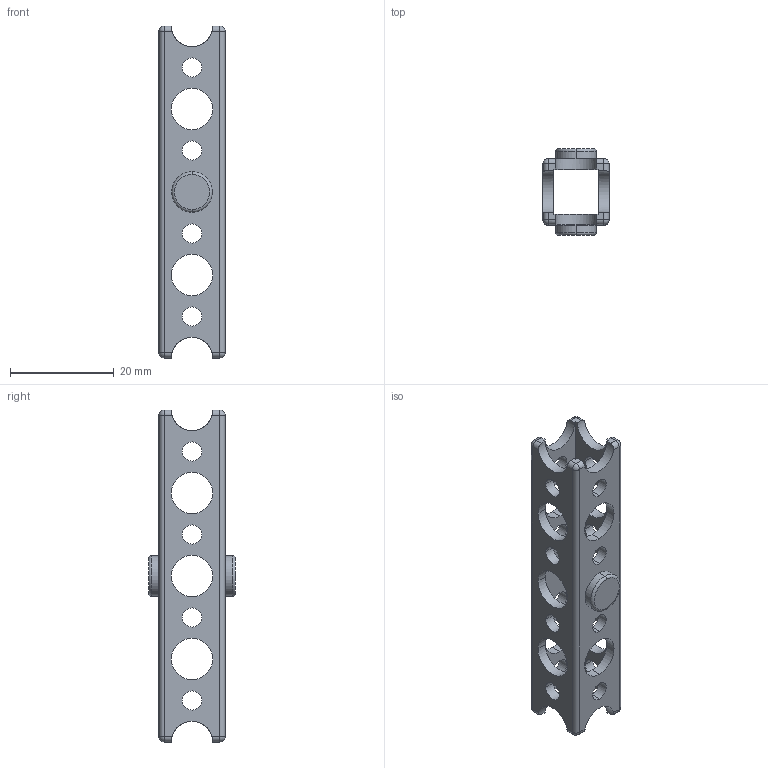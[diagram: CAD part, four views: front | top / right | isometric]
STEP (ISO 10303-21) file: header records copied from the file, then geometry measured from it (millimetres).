
FILE_DESCRIPTION (( 'STEP AP214' ), '1' );
FILE_NAME ('40322_TXP-Beam Extension Connector.STEP', '2017-03-28T20:21:02', ( '' ), ( '' ), 'SwSTEP 2.0', 'SolidWorks 2016', '' );
FILE_SCHEMA (( 'AUTOMOTIVE_DESIGN' ));
Length unit declared in the file: millimetre
Products named in the file (2): 40322_TXP-Beam Extension Connector
Bounding box: 12.75 x 16.75 x 64 mm (x, y, z)
Volume: 3879.3 mm3; surface area: 4828.7 mm2
Topology: 1 solids, 1 shells, 116 faces, 322 edges, 200 vertices
Faces by surface type: cylinder 86, plane 18, sphere 8, torus 4
Entity records: 5243 total; most frequent: CARTESIAN_POINT 776, DIRECTION 698, ORIENTED_EDGE 628, EDGE_CURVE 314, AXIS2_PLACEMENT_3D 282, VERTEX_POINT 200, EDGE_LOOP 170, CIRCLE 164
